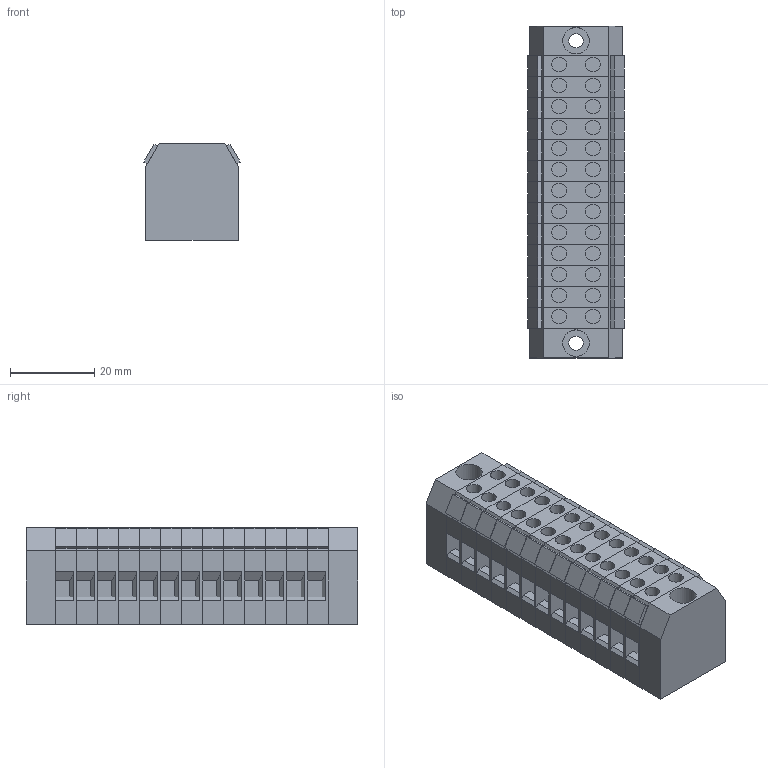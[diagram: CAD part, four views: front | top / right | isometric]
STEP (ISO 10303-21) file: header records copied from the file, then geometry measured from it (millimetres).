
FILE_DESCRIPTION(/* description */ (''),/* implementation_level */ '2;1');
FILE_NAME(/* name */ '1344_2_BKA_25_13_stp.stp',/* time_stamp */ '2021-07-08T12:00:20+02:00',/* author */ (''),/* organization */ (''),/* preprocessor_version */ 'ST-DEVELOPER v16.7',/* originating_system */ 'SIEMENS PLM Software NX 12.0',/* authorisation */ '');
FILE_SCHEMA (('AUTOMOTIVE_DESIGN { 1 0 10303 214 3 1 1 1 }'));
Length unit declared in the file: millimetre
Products named in the file (1): 1344_2_BKA_25_13
Bounding box: 23.01 x 79 x 23 mm (x, y, z)
Volume: 26536 mm3; surface area: 29968.2 mm2
Topology: 41 solids, 41 shells, 880 faces, 2390 edges, 1594 vertices
Faces by surface type: plane 850, cylinder 30
Full cylindrical faces by diameter (mm): 3.4 x2, 3.5 x26, 6.3 x2
Entity records: 27133 total; most frequent: CARTESIAN_POINT 4779, ORIENTED_EDGE 4664, DIRECTION 4154, EDGE_CURVE 2332, LINE 2272, VECTOR 2272, VERTEX_POINT 1566, EDGE_LOOP 968
